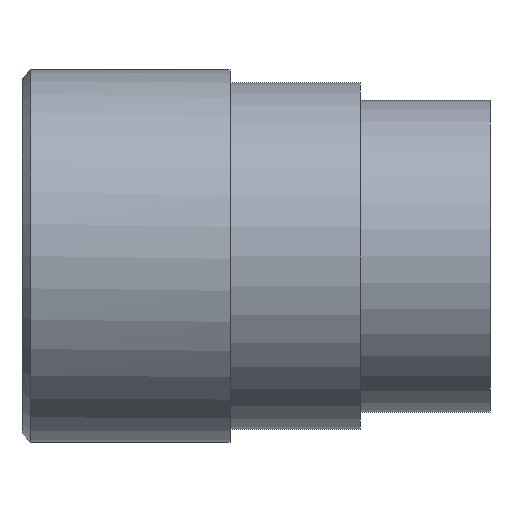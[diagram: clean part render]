
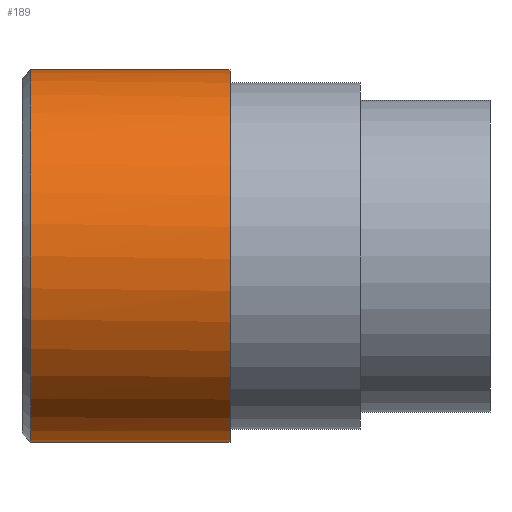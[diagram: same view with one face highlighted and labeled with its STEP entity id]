
A CAD part, left-side view. The second image highlights one B-rep face of the part: STEP entity #189.
In plain terms, the highlighted cylindrical face has radius 21.5 mm (diameter 43 mm), a full revolution.
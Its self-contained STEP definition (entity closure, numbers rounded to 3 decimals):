
#189=ADVANCED_FACE('',(#628,#629),#277,.T.);
#277=CYLINDRICAL_SURFACE('',#1575,21.5);
#296=ELLIPSE('',#1572,30.406,21.5);
#297=ELLIPSE('',#1574,30.406,21.5);
#298=LINE('',#2136,#463);
#299=LINE('',#2144,#464);
#463=VECTOR('',#1707,1.);
#464=VECTOR('',#1714,1.);
#628=FACE_BOUND('',#650,.T.);
#629=FACE_BOUND('',#651,.T.);
#650=EDGE_LOOP('',(#756));
#651=EDGE_LOOP('',(#757,#758,#759,#760,#761,#762));
#756=ORIENTED_EDGE('',*,*,#1318,.T.);
#757=ORIENTED_EDGE('',*,*,#1319,.F.);
#758=ORIENTED_EDGE('',*,*,#1320,.F.);
#759=ORIENTED_EDGE('',*,*,#1321,.T.);
#760=ORIENTED_EDGE('',*,*,#1322,.F.);
#761=ORIENTED_EDGE('',*,*,#1323,.T.);
#762=ORIENTED_EDGE('',*,*,#1324,.T.);
#1176=VERTEX_POINT('',#2132);
#1177=VERTEX_POINT('',#2134);
#1178=VERTEX_POINT('',#2135);
#1179=VERTEX_POINT('',#2137);
#1180=VERTEX_POINT('',#2139);
#1181=VERTEX_POINT('',#2141);
#1182=VERTEX_POINT('',#2143);
#1318=EDGE_CURVE('',#1176,#1176,#1528,.T.);
#1319=EDGE_CURVE('',#1177,#1178,#1529,.T.);
#1320=EDGE_CURVE('',#1179,#1177,#298,.T.);
#1321=EDGE_CURVE('',#1179,#1180,#296,.T.);
#1322=EDGE_CURVE('',#1181,#1180,#1530,.T.);
#1323=EDGE_CURVE('',#1181,#1182,#297,.T.);
#1324=EDGE_CURVE('',#1182,#1178,#299,.T.);
#1528=CIRCLE('',#1570,21.5);
#1529=CIRCLE('',#1571,21.5);
#1530=CIRCLE('',#1573,21.5);
#1570=AXIS2_PLACEMENT_3D('',#2131,#1703,#1704);
#1571=AXIS2_PLACEMENT_3D('',#2133,#1705,#1706);
#1572=AXIS2_PLACEMENT_3D('',#2138,#1708,#1709);
#1573=AXIS2_PLACEMENT_3D('',#2140,#1710,#1711);
#1574=AXIS2_PLACEMENT_3D('',#2142,#1712,#1713);
#1575=AXIS2_PLACEMENT_3D('',#2145,#1715,#1716);
#1703=DIRECTION('',(0.,-1.,0.));
#1704=DIRECTION('',(0.,0.,-1.));
#1705=DIRECTION('',(0.,-1.,0.));
#1706=DIRECTION('',(0.,0.,-1.));
#1707=DIRECTION('',(0.,-1.,0.));
#1708=DIRECTION('',(0.033,0.707,0.706));
#1709=DIRECTION('',(0.033,-0.707,0.706));
#1710=DIRECTION('',(0.,-1.,0.));
#1711=DIRECTION('',(0.,0.,1.));
#1712=DIRECTION('',(0.033,0.707,-0.706));
#1713=DIRECTION('',(0.033,-0.707,-0.706));
#1714=DIRECTION('',(0.,-1.,0.));
#1715=DIRECTION('',(0.,-1.,0.));
#1716=DIRECTION('',(0.,0.,-1.));
#2131=CARTESIAN_POINT('',(139.5,166.,0.));
#2132=CARTESIAN_POINT('',(139.5,166.,-21.5));
#2133=CARTESIAN_POINT('',(139.5,143.,0.));
#2134=CARTESIAN_POINT('',(149.568,143.,18.997));
#2135=CARTESIAN_POINT('',(149.568,143.,-18.997));
#2136=CARTESIAN_POINT('',(149.568,101.5,18.997));
#2137=CARTESIAN_POINT('',(149.568,161.5,18.997));
#2138=CARTESIAN_POINT('',(139.5,180.946,0.));
#2139=CARTESIAN_POINT('',(152.165,163.,17.374));
#2140=CARTESIAN_POINT('',(139.5,163.,0.));
#2141=CARTESIAN_POINT('',(152.165,163.,-17.374));
#2142=CARTESIAN_POINT('',(139.5,180.946,0.));
#2143=CARTESIAN_POINT('',(149.568,161.5,-18.997));
#2144=CARTESIAN_POINT('',(149.568,101.5,-18.997));
#2145=CARTESIAN_POINT('',(139.5,106.5,0.));
